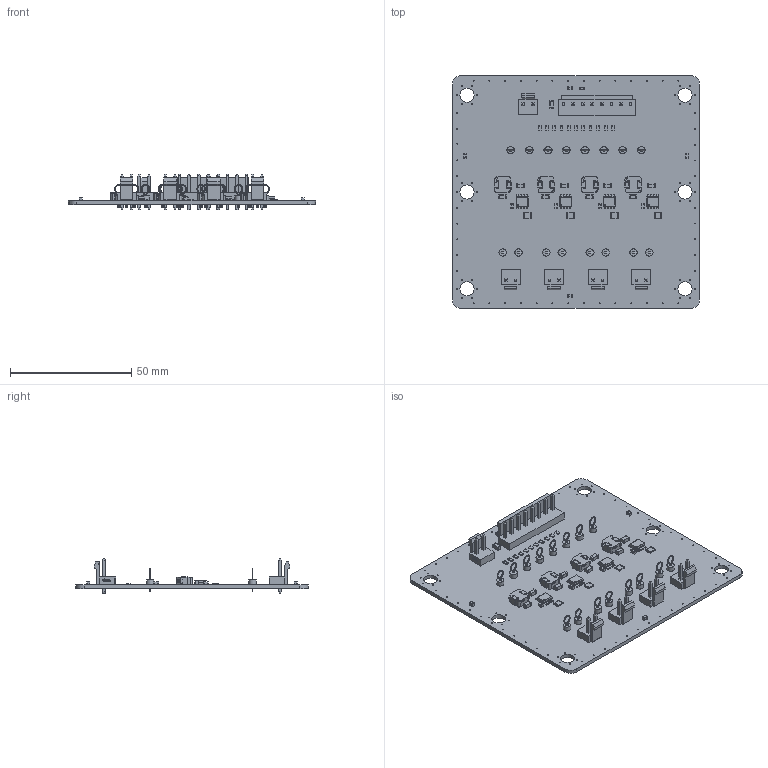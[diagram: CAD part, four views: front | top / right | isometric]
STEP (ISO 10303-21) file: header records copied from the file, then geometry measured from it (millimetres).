
FILE_DESCRIPTION(('KiCad electronic assembly'),'2;1');
FILE_NAME('AstraDriver-3D.step','2024-12-30T10:46:38',('Pcbnew'),( 'Kicad'),'Open CASCADE STEP processor 7.6','KiCad to STEP converter' ,'Unknown');
FILE_SCHEMA(('AUTOMOTIVE_DESIGN { 1 0 10303 214 1 1 1 1 }'));
Length unit declared in the file: millimetre
Products named in the file (20): AstraDriver-3D 1; C_0805_2012Metric; TestPoint_Loop_D3.50mm_Drill0.9mm_Beaded; TestPoint_Loop_D3_50mm_Drill0_9mm_Beaded_cp; LED2001PHR; ASSEMBLY; CONN-TH_B2P-VH-BK; C_1206_3216Metric; R_0805_2012Metric; IND-SMD_L7.1-W6.5-H3.0; R_1210_3225Metric; B8P-VH; kibot_j6vk1vok_PCB
Assembly tree (73 placements, depth 3):
  AstraDriver-3D 1
    C_0805_2012Metric  x8
      C_0805_2012Metric
    TestPoint_Loop_D3.50mm_Drill0.9mm_Beaded  x16
      TestPoint_Loop_D3_50mm_Drill0_9mm_Beaded_cp
    LED2001PHR  x4
      ASSEMBLY
    CONN-TH_B2P-VH-BK  x5
      CONN-TH_B2P-VH-BK
    C_1206_3216Metric  x9
      C_1206_3216Metric
    R_0805_2012Metric  x12
      R_0805_2012Metric
    IND-SMD_L7.1-W6.5-H3.0  x4
      IND-SMD_L7.1-W6.5-H3.0
    R_1210_3225Metric  x4
      R_1210_3225Metric
    B8P-VH
      B8P-VH
    kibot_j6vk1vok_PCB
Bounding box: 102 x 96 x 14.6 mm (x, y, z)
Volume: 18786.3 mm3; surface area: 26442.1 mm2
Topology: 181 solids, 181 shells, 4764 faces, 12332 edges, 8100 vertices
Faces by surface type: plane 3014, bspline 978, cylinder 724, cone 32, torus 16
Full cylindrical faces by diameter (mm): 0.3 x20, 0.35 x32, 0.4 x84, 0.487 x4, 0.9 x32, 1.7 x18, 3 x16, 5.8 x6
Entity records: 45785 total; most frequent: CARTESIAN_POINT 10371, ORIENTED_EDGE 6210, DIRECTION 5232, EDGE_CURVE 3105, LINE 2182, VECTOR 2182, VERTEX_POINT 2042, FACE_BOUND 1537
